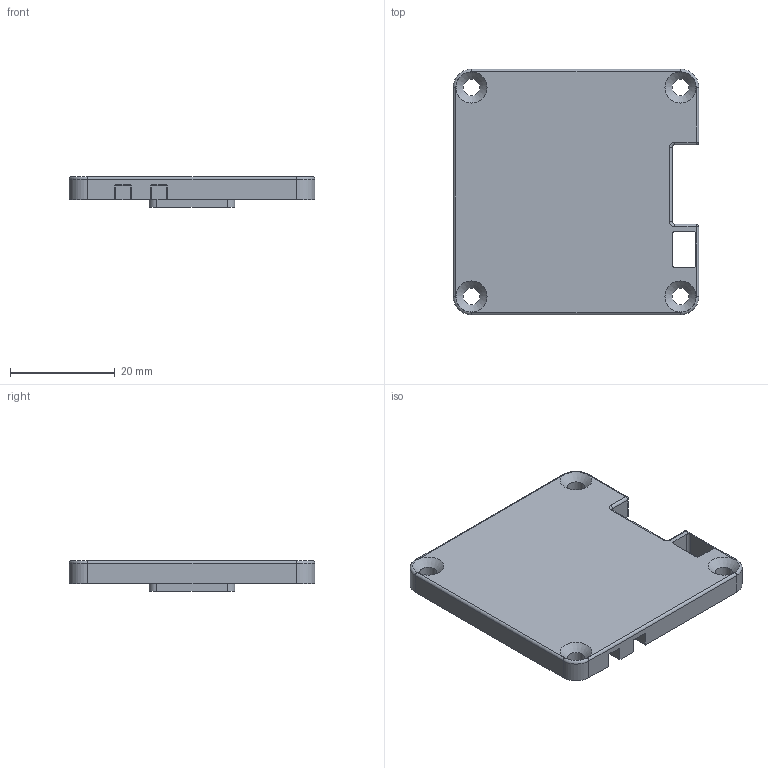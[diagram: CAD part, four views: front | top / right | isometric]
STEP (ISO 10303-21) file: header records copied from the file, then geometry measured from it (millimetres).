
FILE_DESCRIPTION(/* description */ (''),/* implementation_level */ '2;1');
FILE_NAME(/* name */ 'IMX_bottom.step',/* time_stamp */ '2025-11-20T20:18:44-08:00',/* author */ (''),/* organization */ (''),/* preprocessor_version */ 'ST-DEVELOPER v20.1',/* originating_system */ 'Autodesk Translation Framework v14.17.0.0',/* authorisation */ '');
FILE_SCHEMA (('AUTOMOTIVE_DESIGN { 1 0 10303 214 3 1 1 }'));
Length unit declared in the file: millimetre
Products named in the file (1): IMX_bottom
Bounding box: 47 x 47 x 5.9 mm (x, y, z)
Volume: 6310.7 mm3; surface area: 5854.9 mm2
Topology: 1 solids, 1 shells, 126 faces, 315 edges, 191 vertices
Faces by surface type: cylinder 58, plane 38, torus 18, bspline 4, cone 4, sphere 4
Full cylindrical faces by diameter (mm): 3.2 x4
Entity records: 3903 total; most frequent: CARTESIAN_POINT 765, DIRECTION 698, ORIENTED_EDGE 626, EDGE_CURVE 313, AXIS2_PLACEMENT_3D 266, VERTEX_POINT 191, LINE 166, VECTOR 166
